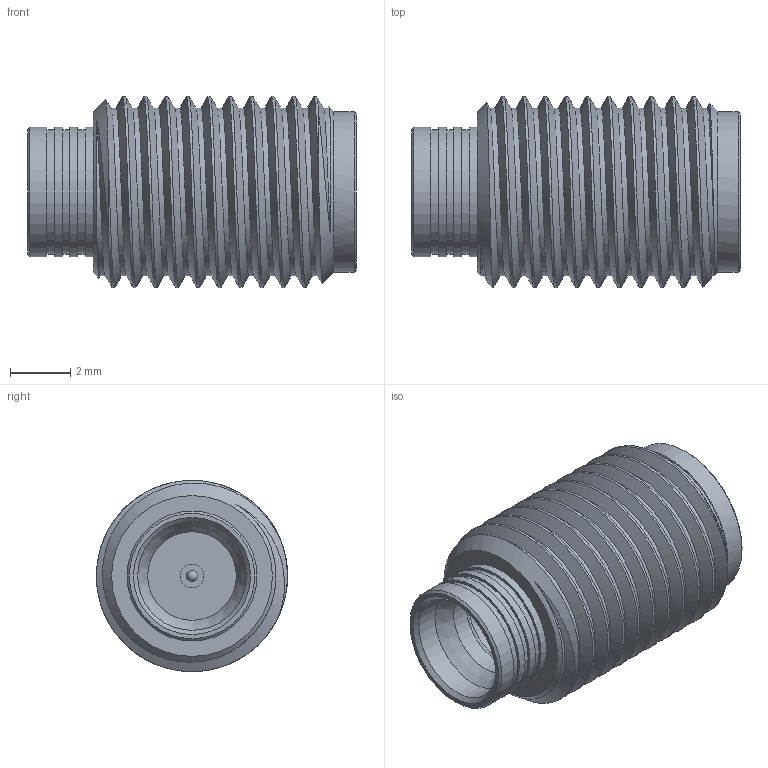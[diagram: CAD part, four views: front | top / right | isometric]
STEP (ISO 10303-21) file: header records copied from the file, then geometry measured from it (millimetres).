
FILE_DESCRIPTION (( 'STEP AP203' ), '1' );
FILE_NAME ('SM8822.step', '2020-04-23T16:06:20', ( '' ), ( '' ), 'SwSTEP 2.0', 'SolidWorks 2018', '' );
FILE_SCHEMA (( 'CONFIG_CONTROL_DESIGN' ));
Length unit declared in the file: inch
Products named in the file (1): SM8822
Bounding box: 10.92 x 6.35 x 6.35 mm (x, y, z)
Volume: 194.4 mm3; surface area: 380.5 mm2
Topology: 1 solids, 1 shells, 44 faces, 81 edges, 50 vertices
Faces by surface type: cylinder 17, plane 14, cone 9, bspline 3, sphere 1
Full cylindrical faces by diameter (mm): 0.381 x1, 0.786 x1, 0.914 x1, 1.168 x1, 2.946 x1, 3.175 x1, 3.607 x1, 4.14 x3, 4.318 x4, 4.572 x1, 5.343 x1
Entity records: 4454 total; most frequent: CARTESIAN_POINT 3633, DIRECTION 164, ORIENTED_EDGE 100, AXIS2_PLACEMENT_3D 82, EDGE_LOOP 82, FACE_OUTER_BOUND 60, EDGE_CURVE 50, VERTEX_POINT 46
